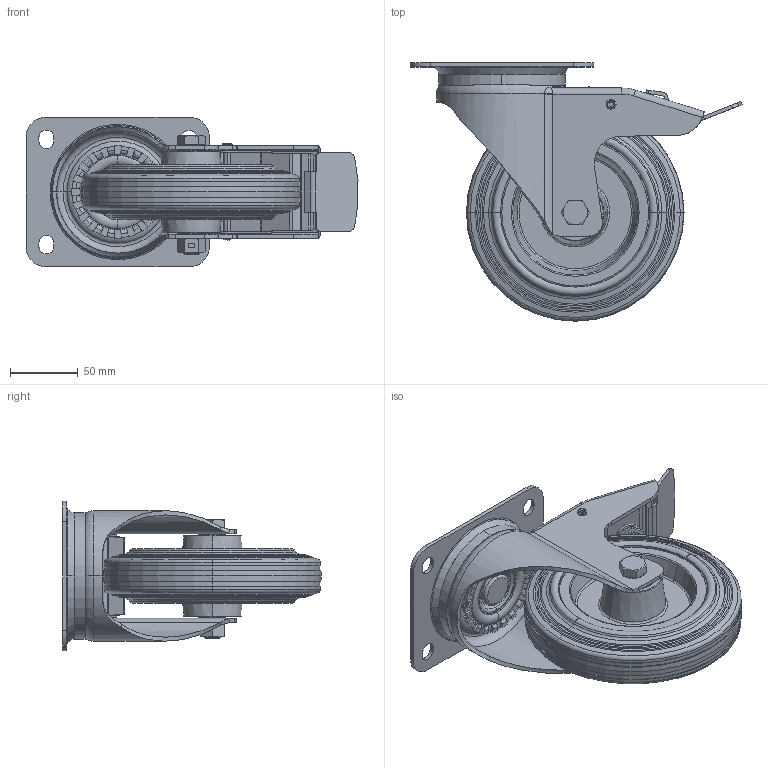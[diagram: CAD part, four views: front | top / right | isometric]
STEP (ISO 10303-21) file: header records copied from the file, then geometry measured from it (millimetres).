
FILE_DESCRIPTION (( 'STEP AP214' ), '1' );
FILE_NAME ('0056374.step', '2023-11-20T08:54:01', ( '' ), ( '' ), 'SwSTEP 2.0', 'SolidWorks 2020', '' );
FILE_SCHEMA (( 'AUTOMOTIVE_DESIGN' ));
Length unit declared in the file: millimetre
Products named in the file (1): 0056374
Bounding box: 244.14 x 190 x 110 mm (x, y, z)
Volume: 767004 mm3; surface area: 271101.4 mm2
Topology: 15 solids, 16 shells, 1312 faces, 3382 edges, 2082 vertices
Faces by surface type: plane 479, cylinder 315, torus 268, cone 128, sphere 74, bspline 48
Entity records: 62848 total; most frequent: CARTESIAN_POINT 17050, DIRECTION 6747, ORIENTED_EDGE 6476, EDGE_CURVE 3238, AXIS2_PLACEMENT_3D 2716, VERTEX_POINT 1998, CIRCLE 1451, EDGE_LOOP 1400
